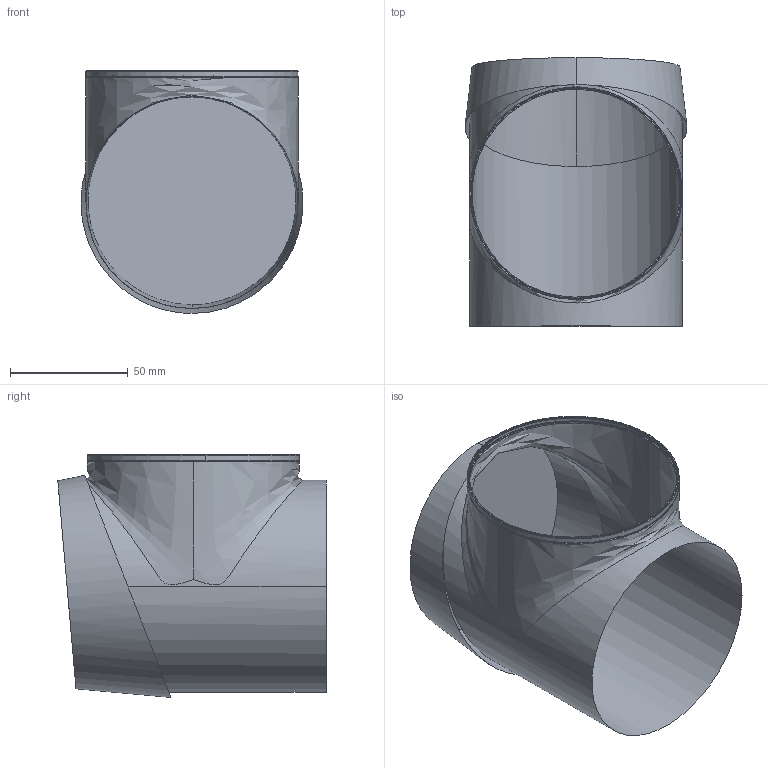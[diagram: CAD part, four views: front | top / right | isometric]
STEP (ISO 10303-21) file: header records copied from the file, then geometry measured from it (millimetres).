
FILE_DESCRIPTION(/* description */ (''),/* implementation_level */ '2;1');
FILE_NAME(/* name */ 'axe_5',/* time_stamp */ '2023-07-21T09:44:33+02:00',/* author */ (''),/* organization */ (''),/* preprocessor_version */ 'ST-DEVELOPER v16.5',/* originating_system */ 'Rhino 7.22',/* authorisation */ '');
FILE_SCHEMA (('CONFIG_CONTROL_DESIGN'));
Length unit declared in the file: millimetre
Products named in the file (1): Document
Bounding box: 94.13 x 113.86 x 103.04 mm (x, y, z)
Surface area: 38497.5 mm2 (no closed solid volume)
Topology: 0 solids, 2 shells, 26 faces, 56 edges, 32 vertices
Faces by surface type: bspline 16, cylinder 8, plane 2
Entity records: 3200 total; most frequent: CARTESIAN_POINT 2774, ORIENTED_EDGE 104, EDGE_CURVE 56, VERTEX_POINT 32, EDGE_LOOP 28, ADVANCED_FACE 26, FACE_OUTER_BOUND 26, B_SPLINE_CURVE_WITH_KNOTS 24
